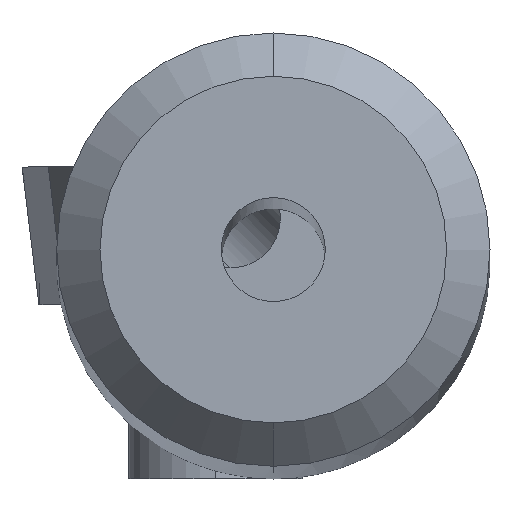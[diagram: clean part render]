
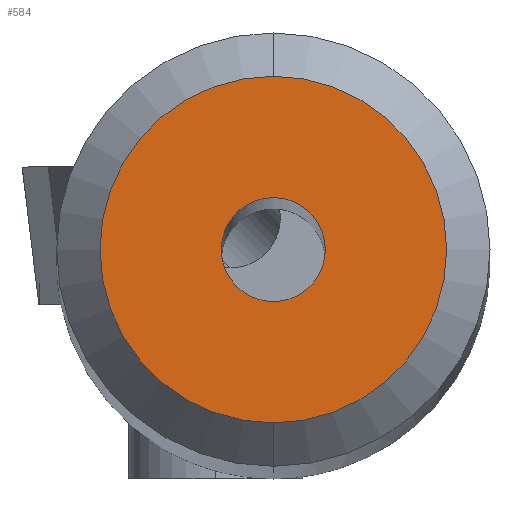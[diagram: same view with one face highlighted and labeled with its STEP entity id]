
A CAD part, top view. The second image highlights one B-rep face of the part: STEP entity #584.
In plain terms, the highlighted planar face has unit normal (0, 0, 1).
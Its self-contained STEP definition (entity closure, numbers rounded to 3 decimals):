
#582=EDGE_CURVE('NONE',#798,#1204,#1457,.T.);
#584=ADVANCED_FACE('NONE',(#1459,#1460),#1461,.F.);
#660=EDGE_CURVE('NONE',#876,#1258,#1544,.T.);
#798=VERTEX_POINT('NONE',#1699);
#876=VERTEX_POINT('NONE',#1786);
#1002=EDGE_CURVE('NONE',#1258,#876,#1917,.F.);
#1204=VERTEX_POINT('NONE',#2138);
#1236=EDGE_CURVE('NONE',#1204,#798,#2176,.T.);
#1258=VERTEX_POINT('NONE',#2201);
#1457=CIRCLE('',#2463,0.6);
#1459=FACE_OUTER_BOUND('',#2465,.T.);
#1460=FACE_BOUND('',#2466,.T.);
#1461=PLANE('',#2467);
#1544=CIRCLE('',#2614,2.);
#1699=CARTESIAN_POINT('',(0.,-0.6,0.));
#1786=CARTESIAN_POINT('',(0.,2.,0.));
#1917=CIRCLE('',#3274,2.);
#2138=CARTESIAN_POINT('',(0.0,0.6,0.));
#2176=CIRCLE('',#5192,0.6);
#2201=CARTESIAN_POINT('',(0.0,-2.,0.));
#2463=AXIS2_PLACEMENT_3D('',#5456,#5457,#5458);
#2465=EDGE_LOOP('',(#5460,#5461));
#2466=EDGE_LOOP('',(#5462,#5463));
#2467=AXIS2_PLACEMENT_3D('',#5464,#5465,#5466);
#2614=AXIS2_PLACEMENT_3D('',#5555,#5556,#5557);
#3274=AXIS2_PLACEMENT_3D('',#5990,#5991,#5992);
#5192=AXIS2_PLACEMENT_3D('',#6305,#6306,#6307);
#5456=CARTESIAN_POINT('',(0.0,0.0,0.));
#5457=DIRECTION('',(0.0,-0.0,1.0));
#5458=DIRECTION('',(0.0,1.0,0.0));
#5460=ORIENTED_EDGE('',*,*,#1002,.T.);
#5461=ORIENTED_EDGE('',*,*,#660,.T.);
#5462=ORIENTED_EDGE('',*,*,#1236,.F.);
#5463=ORIENTED_EDGE('',*,*,#582,.F.);
#5464=CARTESIAN_POINT('',(-2.5,0.0,0.));
#5465=DIRECTION('',(0.0,0.0,-1.0));
#5466=DIRECTION('',(-1.0,0.0,0.0));
#5555=CARTESIAN_POINT('',(0.0,0.0,0.));
#5556=DIRECTION('',(-0.0,0.0,1.0));
#5557=DIRECTION('',(0.0,-1.0,0.0));
#5990=CARTESIAN_POINT('',(0.0,0.0,0.));
#5991=DIRECTION('',(0.0,0.0,-1.0));
#5992=DIRECTION('',(0.0,-1.0,0.0));
#6305=CARTESIAN_POINT('',(0.0,0.0,0.));
#6306=DIRECTION('',(0.0,-0.0,1.0));
#6307=DIRECTION('',(0.0,1.0,0.0));
